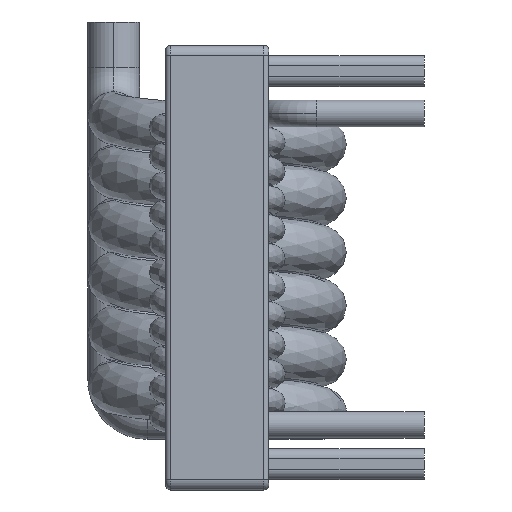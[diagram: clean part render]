
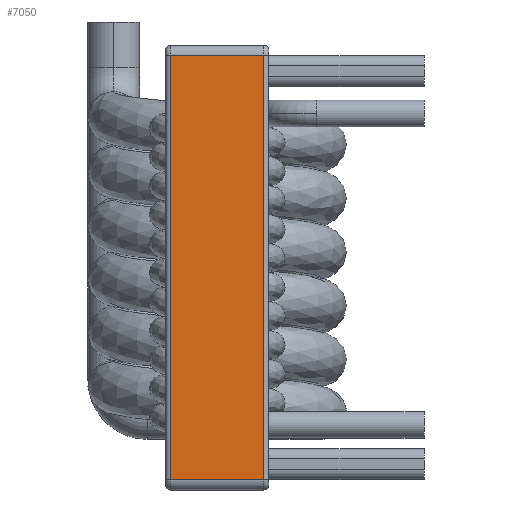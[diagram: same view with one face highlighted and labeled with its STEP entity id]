
A CAD part, left-side view. The second image highlights one B-rep face of the part: STEP entity #7050.
In plain terms, the highlighted planar face has unit normal (-1, 0, 0).
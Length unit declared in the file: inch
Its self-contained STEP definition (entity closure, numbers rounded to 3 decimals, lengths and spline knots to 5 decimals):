
#688 = DIRECTION ( 'NONE',  ( 0., 0., -1. ) ) ;
#4465 = CARTESIAN_POINT ( 'NONE',  ( -1.375, 0.025, -1.025 ) ) ;
#4960 = VECTOR ( 'NONE', #14526, 39.37008 ) ;
#4988 = ORIENTED_EDGE ( 'NONE', *, *, #9714, .T. ) ;
#5437 = CARTESIAN_POINT ( 'NONE',  ( -1.375, 0.025, 1.025 ) ) ;
#6485 = LINE ( 'NONE', #10751, #12009 ) ;
#6728 = CARTESIAN_POINT ( 'NONE',  ( -1.375, 0.025, 1.025 ) ) ;
#6997 = ORIENTED_EDGE ( 'NONE', *, *, #15036, .T. ) ;
#7050 = ADVANCED_FACE ( 'NONE', ( #17586 ), #18930, .T. ) ;
#7502 = ORIENTED_EDGE ( 'NONE', *, *, #14932, .T. ) ;
#7571 = VERTEX_POINT ( 'NONE', #4465 ) ;
#8493 = DIRECTION ( 'NONE',  ( 0., 1., 0. ) ) ;
#8822 = VERTEX_POINT ( 'NONE', #6728 ) ;
#9360 = VERTEX_POINT ( 'NONE', #11340 ) ;
#9714 = EDGE_CURVE ( 'NONE', #13279, #9360, #6485, .T. ) ;
#9752 = LINE ( 'NONE', #15629, #10535 ) ;
#10535 = VECTOR ( 'NONE', #18435, 39.37008 ) ;
#10751 = CARTESIAN_POINT ( 'NONE',  ( -1.375, 0.475, 0. ) ) ;
#10854 = VECTOR ( 'NONE', #8493, 39.37008 ) ;
#11340 = CARTESIAN_POINT ( 'NONE',  ( -1.375, 0.475, -1.025 ) ) ;
#11389 = LINE ( 'NONE', #12933, #10854 ) ;
#12009 = VECTOR ( 'NONE', #688, 39.37008 ) ;
#12663 = CARTESIAN_POINT ( 'NONE',  ( -1.375, 0.475, 1.025 ) ) ;
#12933 = CARTESIAN_POINT ( 'NONE',  ( -1.375, 0.5, 1.025 ) ) ;
#13279 = VERTEX_POINT ( 'NONE', #12663 ) ;
#13620 = DIRECTION ( 'NONE',  ( 0., 0., 1. ) ) ;
#13962 = EDGE_LOOP ( 'NONE', ( #7502, #14474, #6997, #4988 ) ) ;
#14419 = LINE ( 'NONE', #5437, #4960 ) ;
#14474 = ORIENTED_EDGE ( 'NONE', *, *, #17570, .T. ) ;
#14526 = DIRECTION ( 'NONE',  ( 0., 0., 1. ) ) ;
#14784 = DIRECTION ( 'NONE',  ( -1., 0., 0. ) ) ;
#14932 = EDGE_CURVE ( 'NONE', #9360, #7571, #9752, .T. ) ;
#15036 = EDGE_CURVE ( 'NONE', #8822, #13279, #11389, .T. ) ;
#15556 = AXIS2_PLACEMENT_3D ( 'NONE', #18054, #14784, #13620 ) ;
#15629 = CARTESIAN_POINT ( 'NONE',  ( -1.375, 0.5, -1.025 ) ) ;
#17570 = EDGE_CURVE ( 'NONE', #7571, #8822, #14419, .T. ) ;
#17586 = FACE_OUTER_BOUND ( 'NONE', #13962, .T. ) ;
#18054 = CARTESIAN_POINT ( 'NONE',  ( -1.375, 0.5, 0. ) ) ;
#18435 = DIRECTION ( 'NONE',  ( 0., -1., 0. ) ) ;
#18930 = PLANE ( 'NONE',  #15556 ) ;
